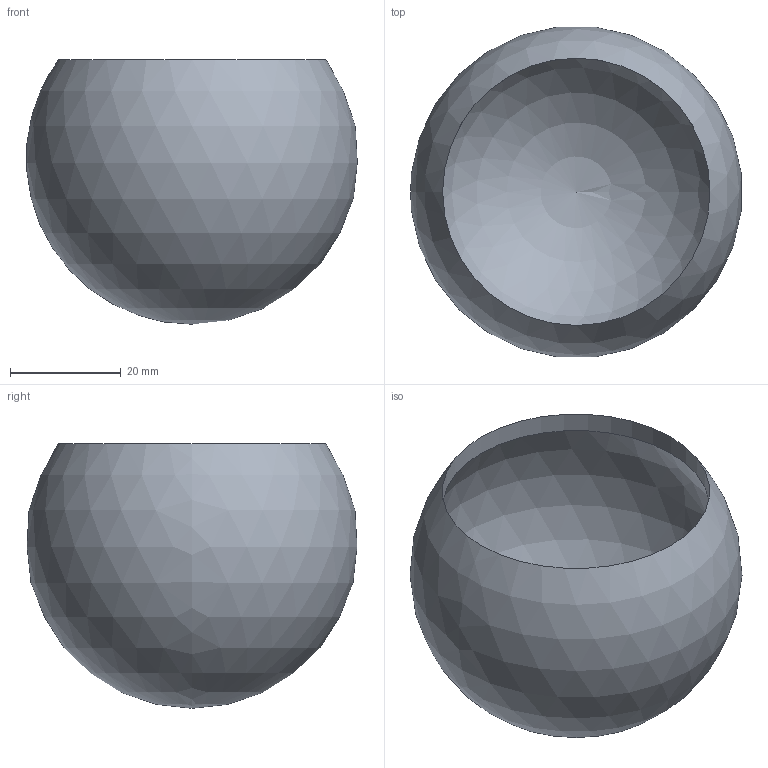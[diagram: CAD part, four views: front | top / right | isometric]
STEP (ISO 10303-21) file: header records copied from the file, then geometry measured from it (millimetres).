
FILE_DESCRIPTION (( 'STEP AP203' ), '1' );
FILE_NAME ('50283-ST.step', '2021-09-30T11:43:08', ( '' ), ( '' ), 'SwSTEP 2.0', 'SolidWorks 2018', '' );
FILE_SCHEMA (( 'CONFIG_CONTROL_DESIGN' ));
Length unit declared in the file: millimetre
Products named in the file (2): 50283-ST
Bounding box: 59.72 x 59.6 x 47.8 mm (x, y, z)
Volume: 16421.5 mm3; surface area: 16991.1 mm2
Topology: 1 solids, 1 shells, 268 faces, 734 edges, 489 vertices
Faces by surface type: bspline 137, plane 105, sphere 25, cylinder 1
Full cylindrical faces by diameter (mm): 48.3 x1
Entity records: 13743 total; most frequent: CARTESIAN_POINT 7551, ORIENTED_EDGE 1456, DIRECTION 932, EDGE_CURVE 728, VERTEX_POINT 486, AXIS2_PLACEMENT_3D 345, EDGE_LOOP 292, B_SPLINE_CURVE_WITH_KNOTS 274
